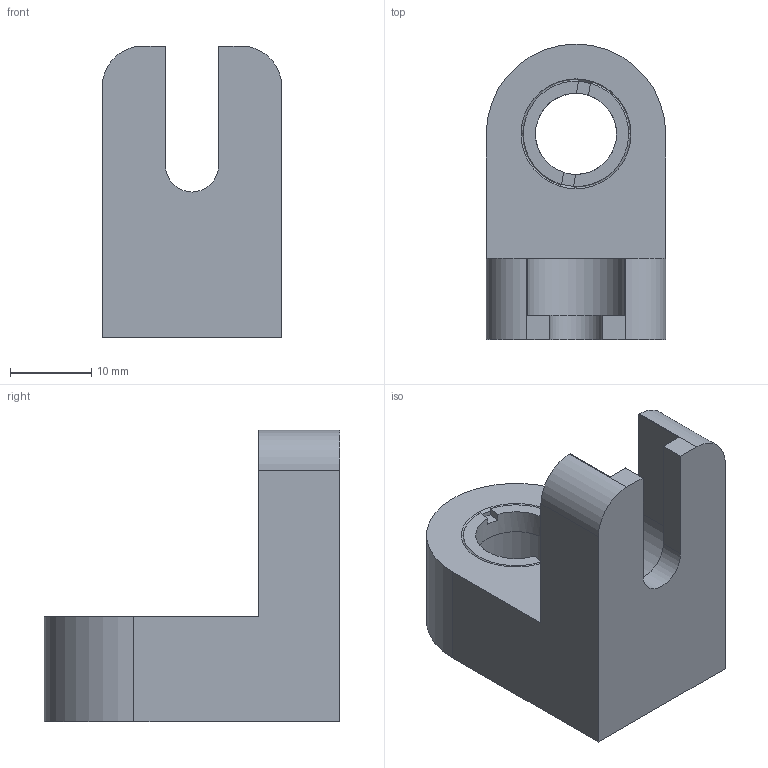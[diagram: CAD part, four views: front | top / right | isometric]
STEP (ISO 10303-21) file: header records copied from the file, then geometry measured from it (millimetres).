
FILE_DESCRIPTION (( 'STEP AP203' ), '1' );
FILE_NAME ('Web Model 36416_36416.step', '2017-10-30T18:37:04', ( '' ), ( '' ), 'SwSTEP 2.0', 'SolidWorks 2016', '' );
FILE_SCHEMA (( 'CONFIG_CONTROL_DESIGN' ));
Length unit declared in the file: millimetre
Products named in the file (1): Web Model 36416_36416
Bounding box: 22.15 x 36.48 x 36 mm (x, y, z)
Volume: 11321.1 mm3; surface area: 5109.5 mm2
Topology: 2 solids, 2 shells, 54 faces, 140 edges, 91 vertices
Faces by surface type: plane 28, cylinder 15, cone 11
Entity records: 1756 total; most frequent: CARTESIAN_POINT 334, DIRECTION 283, ORIENTED_EDGE 280, EDGE_CURVE 140, AXIS2_PLACEMENT_3D 104, VERTEX_POINT 91, VECTOR 75, LINE 75
